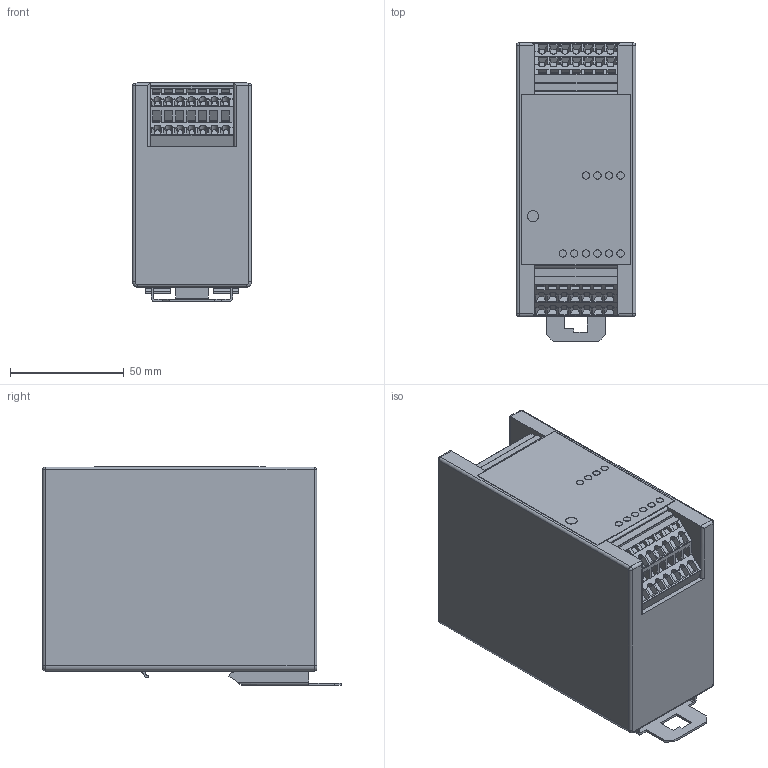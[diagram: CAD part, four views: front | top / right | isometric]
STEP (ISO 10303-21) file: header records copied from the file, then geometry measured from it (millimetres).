
FILE_DESCRIPTION(/* description */ ('Alibre Inc.'),/* implementation_level */ '2;1');
FILE_NAME(/* name */ 'export0',/* time_stamp */ '2014-11-25T10:25:03+01:00',/* author */ (''),/* organization */ (''),/* preprocessor_version */ 'ST-DEVELOPER v14',/* originating_system */ 'Alibre',/* authorisation */ '');
FILE_SCHEMA (('AUTOMOTIVE_DESIGN'));
Length unit declared in the file: centimetre
Products named in the file (10): 2; HI_736-107
Bounding box: 52.36 x 130.9 x 96.05 mm (x, y, z)
Volume: 548912.4 mm3; surface area: 66633.6 mm2
Topology: 18 solids, 18 shells, 840 faces, 2252 edges, 1470 vertices
Faces by surface type: plane 736, cylinder 66, cone 28, sphere 4, torus 4, bspline 2
Full cylindrical faces by diameter (mm): 3.2 x20, 5 x2
Entity records: 14970 total; most frequent: CARTESIAN_POINT 2925, ORIENTED_EDGE 2594, DIRECTION 1978, EDGE_CURVE 1297, VECTOR 1098, LINE 1098, VERTEX_POINT 854, AXIS2_PLACEMENT_3D 645
